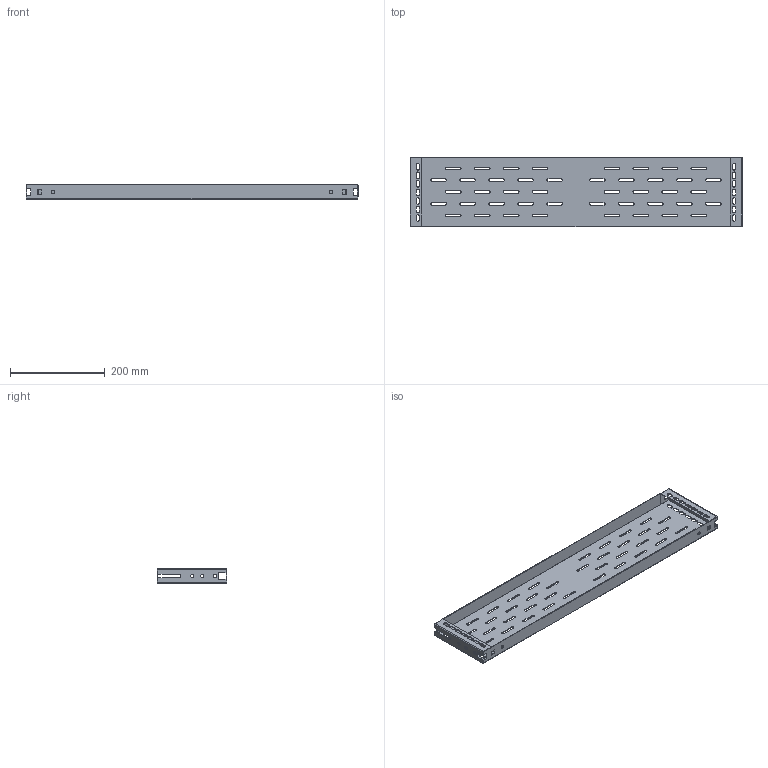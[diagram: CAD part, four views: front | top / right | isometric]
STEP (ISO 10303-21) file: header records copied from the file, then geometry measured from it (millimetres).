
FILE_DESCRIPTION (( 'STEP AP203' ), '1' );
FILE_NAME ('R5DOE8145.step', '2011-03-17T12:02:38', ( 'User' ), ( 'DKC' ), 'SwSTEP 2.0', 'SolidWorks 2011', '' );
FILE_SCHEMA (( 'CONFIG_CONTROL_DESIGN' ));
Length unit declared in the file: millimetre
Products named in the file (1): R5DOE8145
Bounding box: 699 x 146.5 x 30 mm (x, y, z)
Volume: 216638 mm3; surface area: 299248.6 mm2
Topology: 1 solids, 1 shells, 490 faces, 1402 edges, 912 vertices
Faces by surface type: plane 264, cylinder 226
Entity records: 16435 total; most frequent: DIRECTION 2848, CARTESIAN_POINT 2805, ORIENTED_EDGE 2804, EDGE_CURVE 1402, AXIS2_PLACEMENT_3D 955, LINE 938, VECTOR 938, VERTEX_POINT 912
